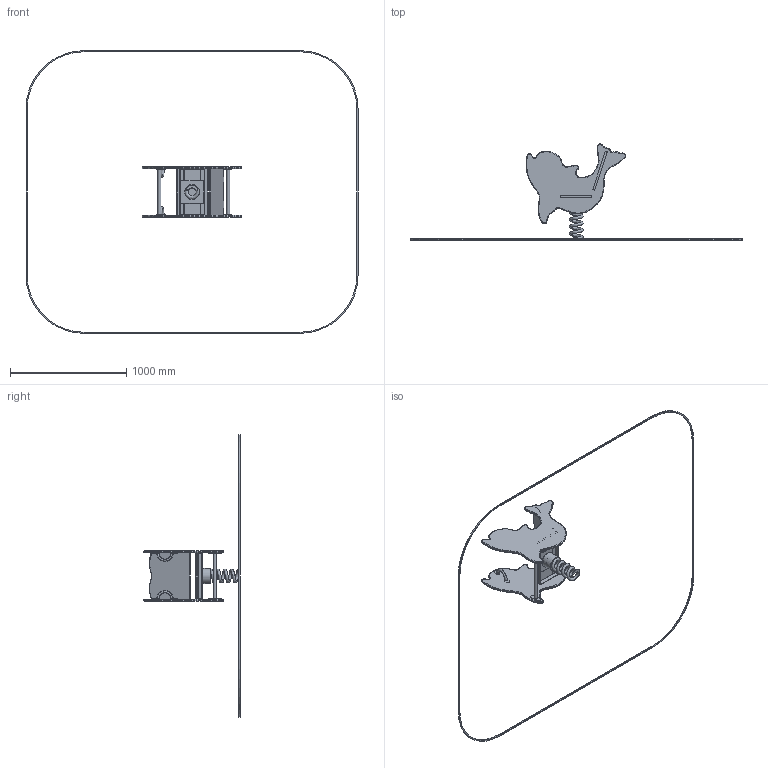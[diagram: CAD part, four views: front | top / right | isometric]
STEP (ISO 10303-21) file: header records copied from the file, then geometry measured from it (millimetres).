
FILE_DESCRIPTION(('STEP AP214'), '1');
FILE_NAME('Êà÷àëêà íà ïðóæèíå ÊÁ-53 ñ ÔÊ', '', ('UNSPECIFIED'), ('UNSPECIFIED'), 'C3D Converter', 'C3D Toolkit', '');
FILE_SCHEMA(('AUTOMOTIVE_DESIGN { 1 0 10303 214 3 1 1}'));
Length unit declared in the file: millimetre
Products named in the file (27): КБ-53; КБ-53-00.00.00; КБ-53-00.00.01.9016; ПС-01К.01.00-7024; СИС-65.01; ПС-01К.01.01; КБ-202.02.00-7024; СИС-11.01; КБ-202.02.01; КБ-202.00.04-5000; КБ-202.00.05-5000; КБ-53-00.00.02.9016; КБ-202.01.00.9006; КБ-202.01.03; КБ-202.01.02; КБ-202.01.01; КБ-201.1.02.05; КБ-201.1.02.03; КБ-201.1.02.06; ФК-01.00; ФК-03.01; ФК-01.01; ФК-02.01
Assembly tree (43 placements, depth 4):
  КБ-53
    КБ-53-00.00.00
      КБ-53-00.00.01.9016
      ПС-01К.01.00-7024  x2
        СИС-65.01
        ПС-01К.01.01
      КБ-202.02.00-7024  x2
        СИС-11.01
        КБ-202.02.01
      КБ-202.00.04-5000
      КБ-202.00.05-5000
      КБ-53-00.00.02.9016
      КБ-202.01.00.9006
        КБ-202.01.03  x2
        КБ-202.01.02  x2
        КБ-202.01.01
        КБ-201.1.02.05
        КБ-201.1.02.03
        КБ-201.1.02.06
        КБ-201.1.02.05
    ФК-01.00
      ФК-03.01
      ФК-03.01  x3
      ФК-01.01
      ФК-01.01  x7
      ФК-02.01  x4
      (unnamed)
Bounding box: 2859.98 x 827.25 x 2436 mm (x, y, z)
Volume: 18270278.6 mm3; surface area: 2945455.8 mm2
Topology: 24 solids, 24 shells, 305 faces, 656 edges, 401 vertices
Faces by surface type: plane 177, cylinder 58, cone 56, bspline 7, torus 4, extrusion 3
Full cylindrical faces by diameter (mm): 21.4 x2, 27 x2, 120 x1, 130 x1
Entity records: 21533 total; most frequent: CARTESIAN_POINT 15661, DIRECTION 778, ORIENTED_EDGE 646, EDGE_CURVE 323, AXIS2_PLACEMENT_3D 280, VECTOR 218, LINE 215, VERTEX_POINT 208
